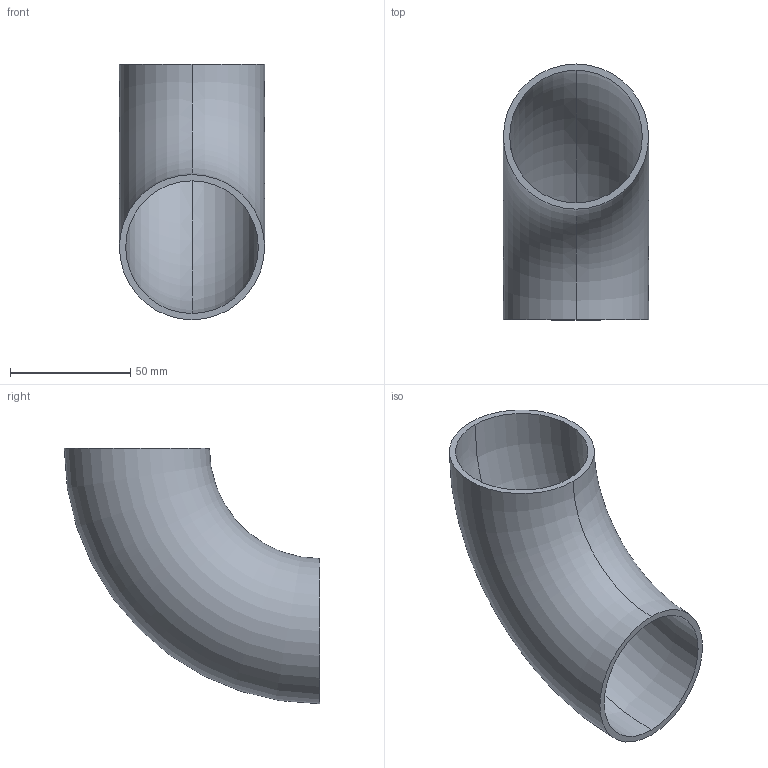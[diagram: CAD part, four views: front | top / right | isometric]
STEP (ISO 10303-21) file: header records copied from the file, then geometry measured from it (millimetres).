
FILE_DESCRIPTION (( 'STEP AP203' ), '1' );
FILE_NAME ('55192-240-26.step', '2018-12-17T10:22:20', ( '' ), ( '' ), 'SwSTEP 2.0', 'SolidWorks 2015', '' );
FILE_SCHEMA (( 'CONFIG_CONTROL_DESIGN' ));
Length unit declared in the file: millimetre
Products named in the file (1): 55192-240-26
Bounding box: 60.3 x 106.15 x 106.15 mm (x, y, z)
Volume: 56263.6 mm3; surface area: 44233.6 mm2
Topology: 1 solids, 1 shells, 259 faces, 690 edges, 460 vertices
Faces by surface type: plane 119, bspline 109, torus 31
Entity records: 13037 total; most frequent: CARTESIAN_POINT 7701, ORIENTED_EDGE 1380, EDGE_CURVE 690, DIRECTION 552, VERTEX_POINT 460, B_SPLINE_CURVE_WITH_KNOTS 452, EDGE_LOOP 288, FACE_OUTER_BOUND 259
